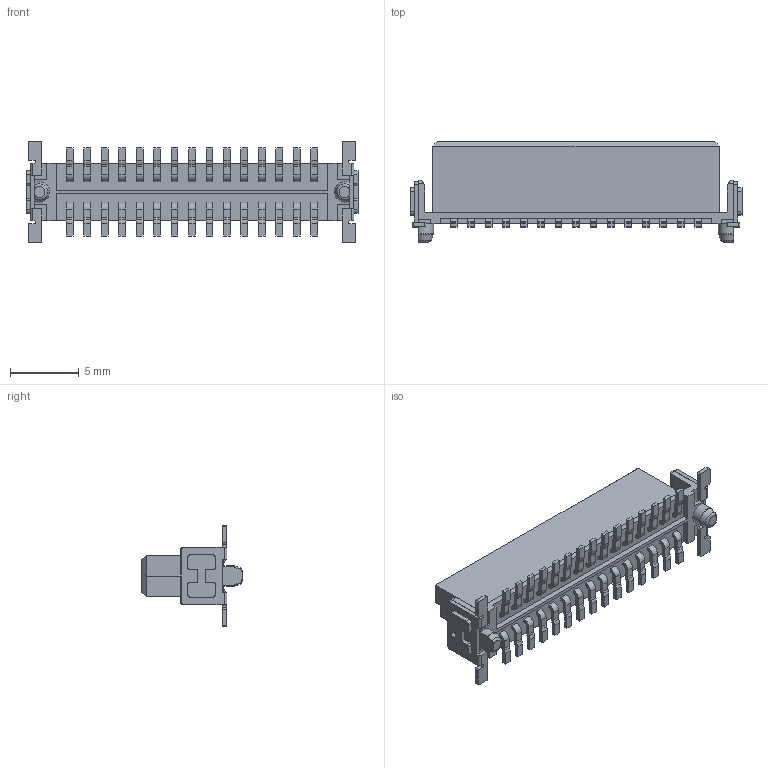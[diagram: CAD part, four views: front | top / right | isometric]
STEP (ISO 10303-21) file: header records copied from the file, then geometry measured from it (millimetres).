
FILE_DESCRIPTION(/* description */ (''),/* implementation_level */ '2;1');
FILE_NAME(/* name */ '100210454ugm000_b.stp',/* time_stamp */ '2013-12-24T11:52:18+01:00',/* author */ (''),/* organization */ (''),/* preprocessor_version */ 'ST-DEVELOPER v15',/* originating_system */ 'SIEMENS PLM Software NX 8.5',/* authorisation */ '');
FILE_SCHEMA (('AUTOMOTIVE_DESIGN { 1 0 10303 214 3 1 1 1 }'));
Length unit declared in the file: millimetre
Products named in the file (1): 100210454ugm000_b
Bounding box: 24.13 x 7.28 x 7.4 mm (x, y, z)
Volume: 389.6 mm3; surface area: 747.7 mm2
Topology: 1 solids, 1 shells, 965 faces, 2868 edges, 2807 vertices
Faces by surface type: plane 707, cylinder 252, bspline 4, cone 2
Entity records: 38503 total; most frequent: CARTESIAN_POINT 6251, DIRECTION 5286, ORIENTED_EDGE 5208, EDGE_CURVE 2604, LINE 2338, VECTOR 2338, VERTEX_POINT 1734, AXIS2_PLACEMENT_3D 1474
